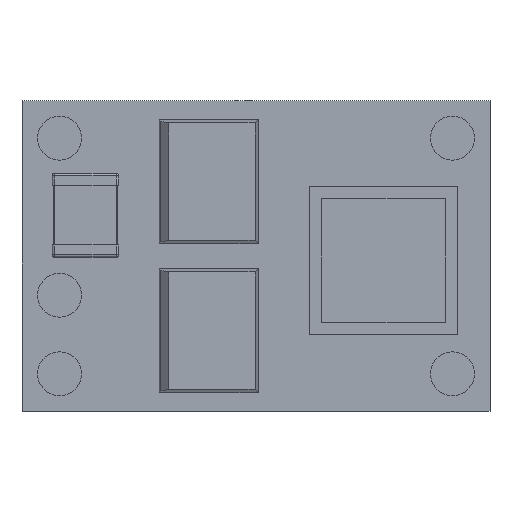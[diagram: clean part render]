
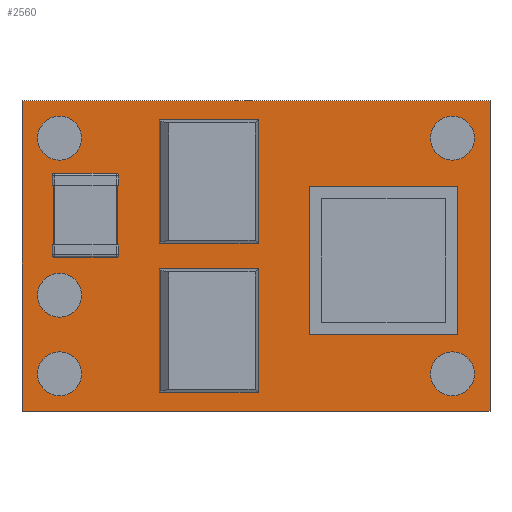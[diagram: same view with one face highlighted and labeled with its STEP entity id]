
A CAD part, top view. The second image highlights one B-rep face of the part: STEP entity #2560.
In plain terms, the highlighted planar face has unit normal (0, 0, 1).
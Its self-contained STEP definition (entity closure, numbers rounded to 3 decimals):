
#2430=CARTESIAN_POINT('',(9.46,6.285,2.6));
#2431=VERTEX_POINT('',#2430);
#2432=CARTESIAN_POINT('',(9.46,-6.285,2.6));
#2433=VERTEX_POINT('',#2432);
#2434=CARTESIAN_POINT('',(9.46,6.285,2.6));
#2435=DIRECTION('',(0.0,-1.0,0.0));
#2436=VECTOR('',#2435,12.57);
#2437=LINE('',#2434,#2436);
#2438=EDGE_CURVE('',#2431,#2433,#2437,.T.);
#2470=CARTESIAN_POINT('',(-9.46,-6.285,2.6));
#2471=VERTEX_POINT('',#2470);
#2472=CARTESIAN_POINT('',(9.46,-6.285,2.6));
#2473=DIRECTION('',(-1.0,0.0,0.0));
#2474=VECTOR('',#2473,18.92);
#2475=LINE('',#2472,#2474);
#2476=EDGE_CURVE('',#2433,#2471,#2475,.T.);
#2501=CARTESIAN_POINT('',(-9.46,6.285,2.6));
#2502=VERTEX_POINT('',#2501);
#2503=CARTESIAN_POINT('',(-9.46,-6.285,2.6));
#2504=DIRECTION('',(0.0,1.0,0.0));
#2505=VECTOR('',#2504,12.57);
#2506=LINE('',#2503,#2505);
#2507=EDGE_CURVE('',#2471,#2502,#2506,.T.);
#2532=CARTESIAN_POINT('',(-9.46,6.285,2.6));
#2533=DIRECTION('',(1.0,0.0,0.0));
#2534=VECTOR('',#2533,18.92);
#2535=LINE('',#2532,#2534);
#2536=EDGE_CURVE('',#2502,#2431,#2535,.T.);
#2549=CARTESIAN_POINT('',(0.,0.,2.6));
#2550=DIRECTION('',(0.0,0.0,1.0));
#2551=DIRECTION('',(1.0,0.0,0.0));
#2552=AXIS2_PLACEMENT_3D('',#2549,#2550,#2551);
#2553=PLANE('',#2552);
#2554=ORIENTED_EDGE('',*,*,#2438,.F.);
#2555=ORIENTED_EDGE('',*,*,#2536,.F.);
#2556=ORIENTED_EDGE('',*,*,#2507,.F.);
#2557=ORIENTED_EDGE('',*,*,#2476,.F.);
#2558=EDGE_LOOP('',(#2554,#2555,#2556,#2557));
#2559=FACE_OUTER_BOUND('',#2558,.T.);
#2560=ADVANCED_FACE('',(#2559),#2553,.T.);
